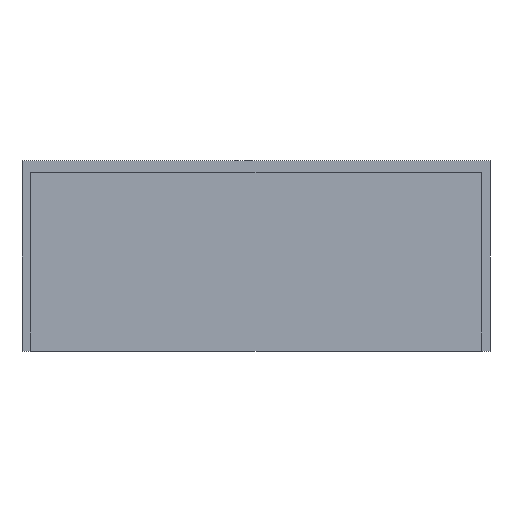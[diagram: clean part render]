
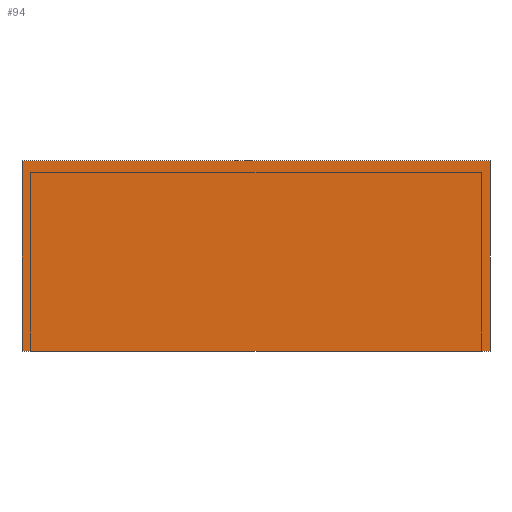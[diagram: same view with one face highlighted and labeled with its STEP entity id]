
A CAD part, front view. The second image highlights one B-rep face of the part: STEP entity #94.
In plain terms, the highlighted planar face has unit normal (0, -1, 0).
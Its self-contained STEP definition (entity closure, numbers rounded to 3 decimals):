
#94 = ADVANCED_FACE( '', ( #162 ), #163, .F. );
#162 = FACE_OUTER_BOUND( '', #212, .T. );
#163 = PLANE( '', #213 );
#212 = EDGE_LOOP( '', ( #290, #291, #292, #293 ) );
#213 = AXIS2_PLACEMENT_3D( '', #294, #295, #296 );
#290 = ORIENTED_EDGE( '', *, *, #350, .F. );
#291 = ORIENTED_EDGE( '', *, *, #330, .F. );
#292 = ORIENTED_EDGE( '', *, *, #347, .F. );
#293 = ORIENTED_EDGE( '', *, *, #335, .F. );
#294 = CARTESIAN_POINT( '', ( 2.055, -500.1, -0.835 ) );
#295 = DIRECTION( '', ( 0., 1., 0. ) );
#296 = DIRECTION( '', ( 0., 0., 1. ) );
#330 = EDGE_CURVE( '', #371, #373, #374, .T. );
#335 = EDGE_CURVE( '', #380, #382, #383, .T. );
#347 = EDGE_CURVE( '', #382, #371, #399, .T. );
#350 = EDGE_CURVE( '', #373, #380, #402, .T. );
#371 = VERTEX_POINT( '', #428 );
#373 = VERTEX_POINT( '', #431 );
#374 = LINE( '', #432, #433 );
#380 = VERTEX_POINT( '', #441 );
#382 = VERTEX_POINT( '', #444 );
#383 = LINE( '', #445, #446 );
#399 = LINE( '', #470, #471 );
#402 = LINE( '', #475, #476 );
#428 = CARTESIAN_POINT( '', ( -2.055, -500.1, 0.835 ) );
#431 = CARTESIAN_POINT( '', ( 2.055, -500.1, 0.835 ) );
#432 = CARTESIAN_POINT( '', ( -2.055, -500.1, 0.835 ) );
#433 = VECTOR( '', #492, 1000. );
#441 = CARTESIAN_POINT( '', ( 2.055, -500.1, -0.835 ) );
#444 = CARTESIAN_POINT( '', ( -2.055, -500.1, -0.835 ) );
#445 = CARTESIAN_POINT( '', ( 2.055, -500.1, -0.835 ) );
#446 = VECTOR( '', #496, 1000. );
#470 = CARTESIAN_POINT( '', ( -2.055, -500.1, -0.835 ) );
#471 = VECTOR( '', #505, 1000. );
#475 = CARTESIAN_POINT( '', ( 2.055, -500.1, 0.835 ) );
#476 = VECTOR( '', #507, 1000. );
#492 = DIRECTION( '', ( 1., 0., 0. ) );
#496 = DIRECTION( '', ( -1., 0., 0. ) );
#505 = DIRECTION( '', ( 0., 0., 1. ) );
#507 = DIRECTION( '', ( 0., 0., -1. ) );
